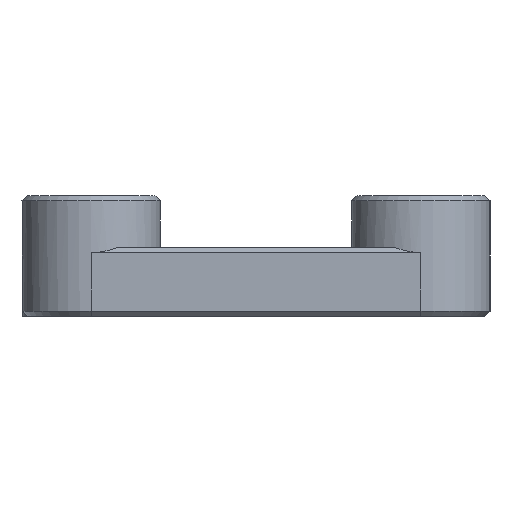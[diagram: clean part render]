
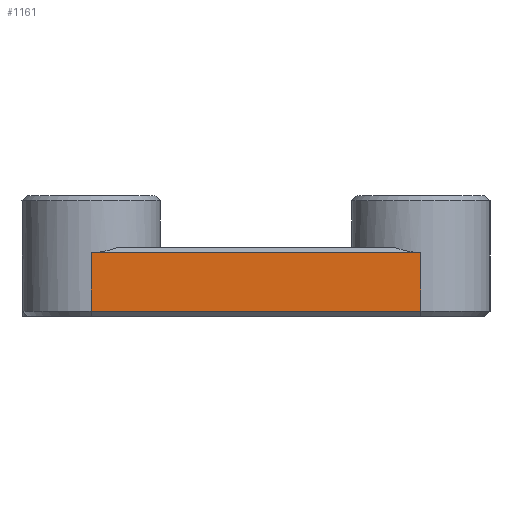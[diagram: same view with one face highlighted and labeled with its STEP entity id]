
A CAD part, front view. The second image highlights one B-rep face of the part: STEP entity #1161.
In plain terms, the highlighted planar face has unit normal (0, -1, 0).
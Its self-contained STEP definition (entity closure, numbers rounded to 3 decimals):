
#1087=CARTESIAN_POINT('',(184.552,11.298,3.7));
#1088=VERTEX_POINT('',#1087);
#1096=CARTESIAN_POINT('',(184.552,11.298,0.3));
#1097=VERTEX_POINT('',#1096);
#1098=CARTESIAN_POINT('',(184.552,11.298,0.3));
#1099=DIRECTION('',(0.,0.,1.));
#1100=VECTOR('',#1099,3.4);
#1101=LINE('',#1098,#1100);
#1102=EDGE_CURVE('',#1097,#1088,#1101,.T.);
#1131=CARTESIAN_POINT('',(175.002,11.298,0.));
#1132=DIRECTION('',(0.,1.,0.));
#1133=DIRECTION('',(0.,0.,1.));
#1134=AXIS2_PLACEMENT_3D('',#1131,#1132,#1133);
#1135=PLANE('',#1134);
#1136=CARTESIAN_POINT('',(165.452,11.298,0.3));
#1137=VERTEX_POINT('',#1136);
#1138=CARTESIAN_POINT('',(165.452,11.298,3.7));
#1139=VERTEX_POINT('',#1138);
#1140=CARTESIAN_POINT('',(165.452,11.298,0.3));
#1141=DIRECTION('',(0.,0.,1.));
#1142=VECTOR('',#1141,3.4);
#1143=LINE('',#1140,#1142);
#1144=EDGE_CURVE('',#1137,#1139,#1143,.T.);
#1145=ORIENTED_EDGE('',*,*,#1144,.F.);
#1146=CARTESIAN_POINT('',(165.452,11.298,0.3));
#1147=DIRECTION('',(1.,0.,-0.));
#1148=VECTOR('',#1147,19.1);
#1149=LINE('',#1146,#1148);
#1150=EDGE_CURVE('',#1137,#1097,#1149,.T.);
#1151=ORIENTED_EDGE('',*,*,#1150,.T.);
#1152=ORIENTED_EDGE('',*,*,#1102,.T.);
#1153=CARTESIAN_POINT('',(184.552,11.298,3.7));
#1154=DIRECTION('',(-1.,0.,0.));
#1155=VECTOR('',#1154,19.1);
#1156=LINE('',#1153,#1155);
#1157=EDGE_CURVE('',#1088,#1139,#1156,.T.);
#1158=ORIENTED_EDGE('',*,*,#1157,.T.);
#1159=EDGE_LOOP('',(#1145,#1151,#1152,#1158));
#1160=FACE_BOUND('',#1159,.T.);
#1161=ADVANCED_FACE('',(#1160),#1135,.F.);
